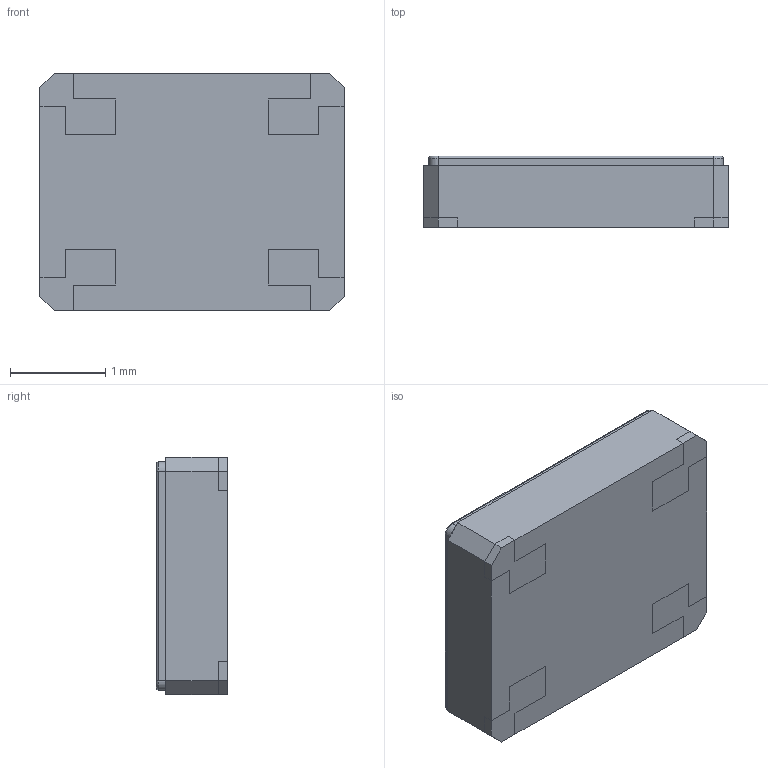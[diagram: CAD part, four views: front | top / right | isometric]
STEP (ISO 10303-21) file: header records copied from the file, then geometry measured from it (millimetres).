
FILE_DESCRIPTION (( 'STEP AP214' ), '1' );
FILE_NAME ('0FAE1170-1BEC-412E-80E7-283DA52BFC73.STEP', '2023-06-16T14:20:07', ( '' ), ( '' ), 'SwSTEP 2.0', 'SolidWorks 2022', '' );
FILE_SCHEMA (( 'AUTOMOTIVE_DESIGN' ));
Length unit declared in the file: millimetre
Products named in the file (1): 0FAE1170-1BEC-412E-80E7-283DA52BFC73
Bounding box: 3.2 x 0.75 x 2.5 mm (x, y, z)
Volume: 5.9 mm3; surface area: 28.6 mm2
Topology: 5 solids, 5 shells, 174 faces, 463 edges, 306 vertices
Faces by surface type: plane 120, bspline 40, cylinder 10, torus 4
Entity records: 8046 total; most frequent: CARTESIAN_POINT 3112, ORIENTED_EDGE 926, DIRECTION 677, EDGE_CURVE 463, VECTOR 359, LINE 359, VERTEX_POINT 306, EDGE_LOOP 181
